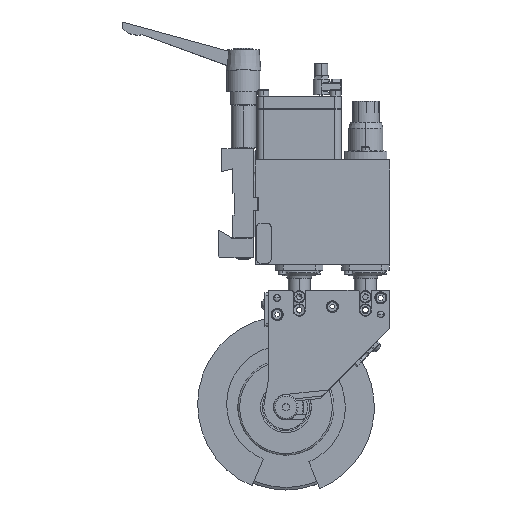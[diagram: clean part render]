
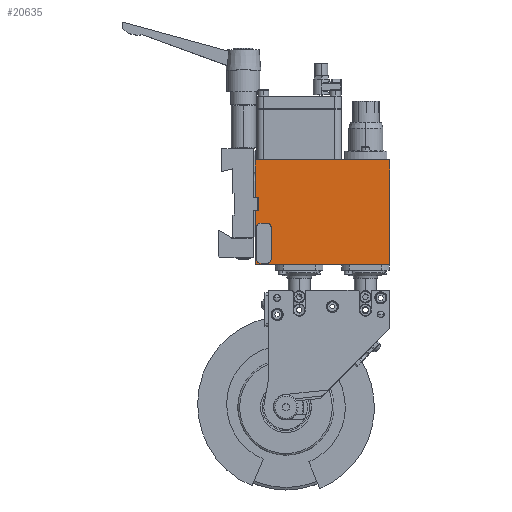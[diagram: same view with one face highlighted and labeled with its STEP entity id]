
A CAD part, top view. The second image highlights one B-rep face of the part: STEP entity #20635.
In plain terms, the highlighted planar face has unit normal (0, 0, 1).
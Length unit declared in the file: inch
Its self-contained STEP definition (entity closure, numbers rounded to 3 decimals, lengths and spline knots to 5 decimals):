
#420 = DIRECTION ( 'NONE',  ( 0., 0., 1. ) ) ;
#686 = CARTESIAN_POINT ( 'NONE',  ( -4.80315, 0., 0. ) ) ;
#877 = CARTESIAN_POINT ( 'NONE',  ( -4.80315, 2.40157, 0. ) ) ;
#966 = VECTOR ( 'NONE', #49052, 39.37008 ) ;
#1377 = DIRECTION ( 'NONE',  ( 0., -1., 0. ) ) ;
#1439 = CARTESIAN_POINT ( 'NONE',  ( -4.80315, 0., 0. ) ) ;
#1629 = DIRECTION ( 'NONE',  ( 0., 0., 1. ) ) ;
#2154 = DIRECTION ( 'NONE',  ( -1., 0., 0. ) ) ;
#2301 = EDGE_CURVE ( 'NONE', #49725, #36781, #7924, .T. ) ;
#2378 = ORIENTED_EDGE ( 'NONE', *, *, #2301, .F. ) ;
#2689 = VECTOR ( 'NONE', #33906, 39.37008 ) ;
#2727 = VERTEX_POINT ( 'NONE', #45409 ) ;
#3165 = LINE ( 'NONE', #7522, #2689 ) ;
#3547 = VECTOR ( 'NONE', #47020, 39.37008 ) ;
#3566 = DIRECTION ( 'NONE',  ( 0., 0., 1. ) ) ;
#3860 = ORIENTED_EDGE ( 'NONE', *, *, #26380, .F. ) ;
#4149 = CARTESIAN_POINT ( 'NONE',  ( -4.62598, 1.47638, 0. ) ) ;
#4330 = VERTEX_POINT ( 'NONE', #19327 ) ;
#4734 = EDGE_CURVE ( 'NONE', #19173, #49725, #5248, .T. ) ;
#4985 = CARTESIAN_POINT ( 'NONE',  ( -4.35039, 1.47638, 0. ) ) ;
#5248 = LINE ( 'NONE', #36766, #5685 ) ;
#5400 = EDGE_CURVE ( 'NONE', #51053, #2727, #25927, .T. ) ;
#5663 = CARTESIAN_POINT ( 'NONE',  ( -4.66535, 2.40157, 0. ) ) ;
#5685 = VECTOR ( 'NONE', #1377, 39.37008 ) ;
#5880 = EDGE_CURVE ( 'NONE', #2727, #4330, #3165, .T. ) ;
#6079 = CARTESIAN_POINT ( 'NONE',  ( -4.23228, 0.17717, 0. ) ) ;
#6861 = ORIENTED_EDGE ( 'NONE', *, *, #5400, .T. ) ;
#7486 = CARTESIAN_POINT ( 'NONE',  ( -4.74409, 1.35827, 0. ) ) ;
#7522 = CARTESIAN_POINT ( 'NONE',  ( 0., 0., 0. ) ) ;
#7622 = EDGE_LOOP ( 'NONE', ( #25320, #36412, #46425, #14826, #8806, #14904, #2378, #22740 ) ) ;
#7924 = CIRCLE ( 'NONE', #41777, 0.11811 ) ;
#8419 = DIRECTION ( 'NONE',  ( 0., 0., 1. ) ) ;
#8656 = VECTOR ( 'NONE', #22313, 39.37008 ) ;
#8806 = ORIENTED_EDGE ( 'NONE', *, *, #13076, .F. ) ;
#8950 = CARTESIAN_POINT ( 'NONE',  ( -4.35039, 0.17717, 0. ) ) ;
#9519 = CARTESIAN_POINT ( 'NONE',  ( -4.66535, 2.40157, 0. ) ) ;
#9558 = VECTOR ( 'NONE', #34900, 39.37008 ) ;
#10252 = CARTESIAN_POINT ( 'NONE',  ( -4.80315, 3.74016, 0. ) ) ;
#11154 = LINE ( 'NONE', #30541, #3547 ) ;
#11521 = DIRECTION ( 'NONE',  ( 0., 0., 1. ) ) ;
#11556 = CARTESIAN_POINT ( 'NONE',  ( -4.80315, 0., 0. ) ) ;
#11732 = ORIENTED_EDGE ( 'NONE', *, *, #33799, .T. ) ;
#12369 = VECTOR ( 'NONE', #37564, 39.37008 ) ;
#12619 = CIRCLE ( 'NONE', #35731, 0.11811 ) ;
#13076 = EDGE_CURVE ( 'NONE', #31332, #18023, #14067, .T. ) ;
#14067 = CIRCLE ( 'NONE', #33062, 0.11811 ) ;
#14098 = EDGE_CURVE ( 'NONE', #18023, #50445, #11154, .T. ) ;
#14240 = VECTOR ( 'NONE', #21053, 39.37008 ) ;
#14420 = FACE_OUTER_BOUND ( 'NONE', #34886, .T. ) ;
#14826 = ORIENTED_EDGE ( 'NONE', *, *, #14098, .F. ) ;
#14904 = ORIENTED_EDGE ( 'NONE', *, *, #18241, .F. ) ;
#15031 = DIRECTION ( 'NONE',  ( 1., 0., 0. ) ) ;
#18023 = VERTEX_POINT ( 'NONE', #6079 ) ;
#18241 = EDGE_CURVE ( 'NONE', #36781, #31332, #38054, .T. ) ;
#18321 = VECTOR ( 'NONE', #50184, 39.37008 ) ;
#19173 = VERTEX_POINT ( 'NONE', #7486 ) ;
#19327 = CARTESIAN_POINT ( 'NONE',  ( 0., 3.74016, 0. ) ) ;
#20329 = LINE ( 'NONE', #686, #25141 ) ;
#20635 = ADVANCED_FACE ( 'NONE', ( #14420, #30185 ), #26275, .T. ) ;
#20691 = CIRCLE ( 'NONE', #48742, 0.11811 ) ;
#21053 = DIRECTION ( 'NONE',  ( 0., 1., 0. ) ) ;
#21432 = LINE ( 'NONE', #36428, #966 ) ;
#21835 = CARTESIAN_POINT ( 'NONE',  ( -4.35039, 0.05906, 0. ) ) ;
#22313 = DIRECTION ( 'NONE',  ( 0., 1., 0. ) ) ;
#22431 = DIRECTION ( 'NONE',  ( 1., 0., 0. ) ) ;
#22740 = ORIENTED_EDGE ( 'NONE', *, *, #4734, .F. ) ;
#22967 = VECTOR ( 'NONE', #15031, 39.37008 ) ;
#23911 = EDGE_CURVE ( 'NONE', #50445, #48777, #12619, .T. ) ;
#25141 = VECTOR ( 'NONE', #29613, 39.37008 ) ;
#25320 = ORIENTED_EDGE ( 'NONE', *, *, #47210, .F. ) ;
#25890 = CARTESIAN_POINT ( 'NONE',  ( -4.66535, 1.92913, 0. ) ) ;
#25927 = LINE ( 'NONE', #41709, #12369 ) ;
#26049 = ORIENTED_EDGE ( 'NONE', *, *, #5880, .T. ) ;
#26119 = AXIS2_PLACEMENT_3D ( 'NONE', #11556, #8419, #39210 ) ;
#26275 = PLANE ( 'NONE',  #26119 ) ;
#26291 = VERTEX_POINT ( 'NONE', #4149 ) ;
#26380 = EDGE_CURVE ( 'NONE', #36812, #4330, #21432, .T. ) ;
#27064 = CARTESIAN_POINT ( 'NONE',  ( -4.35039, 1.35827, 0. ) ) ;
#28133 = CARTESIAN_POINT ( 'NONE',  ( -4.74409, 0.17717, 0. ) ) ;
#28389 = VERTEX_POINT ( 'NONE', #29384 ) ;
#28545 = LINE ( 'NONE', #1439, #14240 ) ;
#29384 = CARTESIAN_POINT ( 'NONE',  ( -4.66535, 1.92913, 0. ) ) ;
#29613 = DIRECTION ( 'NONE',  ( 0., 1., 0. ) ) ;
#30185 = FACE_BOUND ( 'NONE', #7622, .T. ) ;
#30541 = CARTESIAN_POINT ( 'NONE',  ( -4.23228, 0.17717, 0. ) ) ;
#31080 = CARTESIAN_POINT ( 'NONE',  ( -4.62598, 0.05906, 0. ) ) ;
#31303 = CARTESIAN_POINT ( 'NONE',  ( -4.62598, 1.47638, 0. ) ) ;
#31332 = VERTEX_POINT ( 'NONE', #21835 ) ;
#33062 = AXIS2_PLACEMENT_3D ( 'NONE', #8950, #420, #48169 ) ;
#33799 = EDGE_CURVE ( 'NONE', #28389, #42879, #37023, .T. ) ;
#33906 = DIRECTION ( 'NONE',  ( 0., 1., 0. ) ) ;
#34886 = EDGE_LOOP ( 'NONE', ( #35159, #44554, #11732, #48617, #6861, #26049, #3860, #39665 ) ) ;
#34900 = DIRECTION ( 'NONE',  ( -1., 0., 0. ) ) ;
#35159 = ORIENTED_EDGE ( 'NONE', *, *, #48716, .F. ) ;
#35250 = LINE ( 'NONE', #38345, #18321 ) ;
#35731 = AXIS2_PLACEMENT_3D ( 'NONE', #27064, #3566, #22431 ) ;
#36282 = EDGE_CURVE ( 'NONE', #51053, #42879, #28545, .T. ) ;
#36339 = CARTESIAN_POINT ( 'NONE',  ( -4.23228, 1.35827, 0. ) ) ;
#36412 = ORIENTED_EDGE ( 'NONE', *, *, #38332, .F. ) ;
#36428 = CARTESIAN_POINT ( 'NONE',  ( -4.80315, 3.74016, 0. ) ) ;
#36766 = CARTESIAN_POINT ( 'NONE',  ( -4.74409, 0.17717, 0. ) ) ;
#36781 = VERTEX_POINT ( 'NONE', #49225 ) ;
#36812 = VERTEX_POINT ( 'NONE', #10252 ) ;
#37023 = LINE ( 'NONE', #25890, #39274 ) ;
#37564 = DIRECTION ( 'NONE',  ( 1., 0., 0. ) ) ;
#37965 = EDGE_CURVE ( 'NONE', #28389, #49847, #40756, .T. ) ;
#38054 = LINE ( 'NONE', #31080, #22967 ) ;
#38332 = EDGE_CURVE ( 'NONE', #48777, #26291, #46503, .T. ) ;
#38345 = CARTESIAN_POINT ( 'NONE',  ( -4.66535, 2.40157, 0. ) ) ;
#39210 = DIRECTION ( 'NONE',  ( 1., 0., 0. ) ) ;
#39274 = VECTOR ( 'NONE', #45511, 39.37008 ) ;
#39665 = ORIENTED_EDGE ( 'NONE', *, *, #49974, .F. ) ;
#40756 = LINE ( 'NONE', #9519, #8656 ) ;
#41709 = CARTESIAN_POINT ( 'NONE',  ( -4.80315, 0., 0. ) ) ;
#41777 = AXIS2_PLACEMENT_3D ( 'NONE', #45299, #1629, #2154 ) ;
#42879 = VERTEX_POINT ( 'NONE', #48534 ) ;
#44554 = ORIENTED_EDGE ( 'NONE', *, *, #37965, .F. ) ;
#44835 = DIRECTION ( 'NONE',  ( -1., 0., 0. ) ) ;
#45299 = CARTESIAN_POINT ( 'NONE',  ( -4.62598, 0.17717, 0. ) ) ;
#45335 = CARTESIAN_POINT ( 'NONE',  ( -4.80315, 0., 0. ) ) ;
#45409 = CARTESIAN_POINT ( 'NONE',  ( 0., 0., 0. ) ) ;
#45511 = DIRECTION ( 'NONE',  ( -1., 0., 0. ) ) ;
#46425 = ORIENTED_EDGE ( 'NONE', *, *, #23911, .F. ) ;
#46503 = LINE ( 'NONE', #31303, #9558 ) ;
#46884 = CARTESIAN_POINT ( 'NONE',  ( -4.62598, 1.35827, 0. ) ) ;
#47020 = DIRECTION ( 'NONE',  ( 0., 1., 0. ) ) ;
#47210 = EDGE_CURVE ( 'NONE', #26291, #19173, #20691, .T. ) ;
#47850 = VERTEX_POINT ( 'NONE', #877 ) ;
#48169 = DIRECTION ( 'NONE',  ( 1., 0., 0. ) ) ;
#48534 = CARTESIAN_POINT ( 'NONE',  ( -4.80315, 1.92913, 0. ) ) ;
#48617 = ORIENTED_EDGE ( 'NONE', *, *, #36282, .F. ) ;
#48716 = EDGE_CURVE ( 'NONE', #49847, #47850, #35250, .T. ) ;
#48742 = AXIS2_PLACEMENT_3D ( 'NONE', #46884, #11521, #44835 ) ;
#48777 = VERTEX_POINT ( 'NONE', #4985 ) ;
#49052 = DIRECTION ( 'NONE',  ( 1., 0., 0. ) ) ;
#49225 = CARTESIAN_POINT ( 'NONE',  ( -4.62598, 0.05906, 0. ) ) ;
#49725 = VERTEX_POINT ( 'NONE', #28133 ) ;
#49847 = VERTEX_POINT ( 'NONE', #5663 ) ;
#49974 = EDGE_CURVE ( 'NONE', #47850, #36812, #20329, .T. ) ;
#50184 = DIRECTION ( 'NONE',  ( -1., 0., 0. ) ) ;
#50445 = VERTEX_POINT ( 'NONE', #36339 ) ;
#51053 = VERTEX_POINT ( 'NONE', #45335 ) ;
